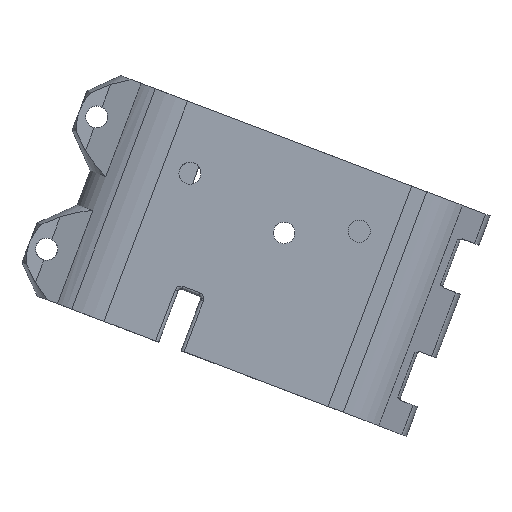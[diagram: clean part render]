
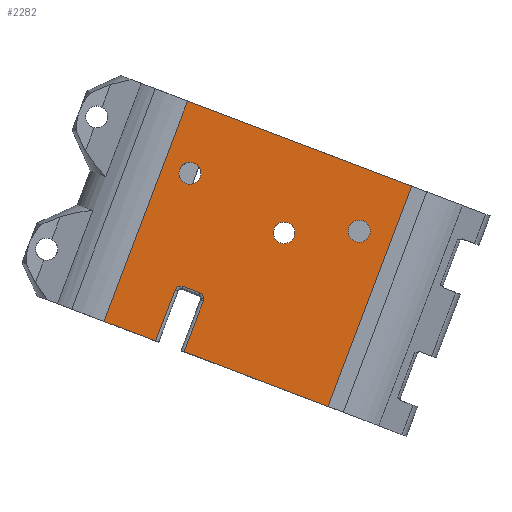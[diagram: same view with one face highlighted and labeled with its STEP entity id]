
A CAD part, top view. The second image highlights one B-rep face of the part: STEP entity #2282.
In plain terms, the highlighted planar face has unit normal (0, 0, 1).
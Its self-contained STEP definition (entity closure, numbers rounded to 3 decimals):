
#52 = AXIS2_PLACEMENT_3D ( 'NONE', #792, #4037, #398 ) ;
#72 = ORIENTED_EDGE ( 'NONE', *, *, #1828, .F. ) ;
#73 = EDGE_CURVE ( 'NONE', #3061, #4529, #4667, .T. ) ;
#100 = VECTOR ( 'NONE', #5067, 1000. ) ;
#238 = EDGE_CURVE ( 'NONE', #3061, #2301, #1223, .T. ) ;
#273 = VECTOR ( 'NONE', #2731, 1000. ) ;
#290 = LINE ( 'NONE', #625, #3087 ) ;
#307 = DIRECTION ( 'NONE',  ( 0.355, 0.935, 0. ) ) ;
#375 = VERTEX_POINT ( 'NONE', #4319 ) ;
#384 = EDGE_CURVE ( 'NONE', #2150, #1731, #4034, .T. ) ;
#398 = DIRECTION ( 'NONE',  ( 1., 0., 0. ) ) ;
#459 = CIRCLE ( 'NONE', #5029, 2.05 ) ;
#538 = CIRCLE ( 'NONE', #1136, 2.1 ) ;
#555 = EDGE_CURVE ( 'NONE', #2618, #4006, #290, .T. ) ;
#614 = ORIENTED_EDGE ( 'NONE', *, *, #2441, .F. ) ;
#625 = CARTESIAN_POINT ( 'NONE',  ( -75.837, 40.028, 35.775 ) ) ;
#632 = DIRECTION ( 'NONE',  ( 1., 0., 0. ) ) ;
#636 = DIRECTION ( 'NONE',  ( 1., 0., 0. ) ) ;
#723 = CARTESIAN_POINT ( 'NONE',  ( -58.086, 86.772, 35.775 ) ) ;
#755 = VERTEX_POINT ( 'NONE', #1656 ) ;
#759 = CARTESIAN_POINT ( 'NONE',  ( -60.268, 51.231, 35.775 ) ) ;
#778 = ORIENTED_EDGE ( 'NONE', *, *, #1991, .F. ) ;
#781 = ORIENTED_EDGE ( 'NONE', *, *, #2401, .F. ) ;
#792 = CARTESIAN_POINT ( 'NONE',  ( -56.181, 49.037, 35.775 ) ) ;
#794 = VERTEX_POINT ( 'NONE', #2528 ) ;
#857 = ORIENTED_EDGE ( 'NONE', *, *, #1691, .F. ) ;
#914 = DIRECTION ( 'NONE',  ( 1., 0., 0. ) ) ;
#927 = VERTEX_POINT ( 'NONE', #2762 ) ;
#990 = EDGE_CURVE ( 'NONE', #927, #1092, #3696, .T. ) ;
#1008 = DIRECTION ( 'NONE',  ( 1., 0., 0. ) ) ;
#1032 = VERTEX_POINT ( 'NONE', #4861 ) ;
#1092 = VERTEX_POINT ( 'NONE', #2386 ) ;
#1098 = ORIENTED_EDGE ( 'NONE', *, *, #2324, .F. ) ;
#1136 = AXIS2_PLACEMENT_3D ( 'NONE', #2167, #2967, #1008 ) ;
#1140 = CARTESIAN_POINT ( 'NONE',  ( -39.649, 61.586, 35.775 ) ) ;
#1208 = DIRECTION ( 'NONE',  ( 1., 0., 0. ) ) ;
#1219 = VECTOR ( 'NONE', #2013, 1000. ) ;
#1223 = CIRCLE ( 'NONE', #52, 1.2 ) ;
#1248 = CARTESIAN_POINT ( 'NONE',  ( -15.312, 70.528, 35.775 ) ) ;
#1257 = DIRECTION ( 'NONE',  ( 0., 0., 1. ) ) ;
#1278 = DIRECTION ( 'NONE',  ( 1., 0., 0. ) ) ;
#1303 = CARTESIAN_POINT ( 'NONE',  ( -41.699, 61.586, 35.775 ) ) ;
#1328 = EDGE_CURVE ( 'NONE', #2168, #755, #459, .T. ) ;
#1350 = CARTESIAN_POINT ( 'NONE',  ( -30.143, 22.677, 35.775 ) ) ;
#1364 = EDGE_LOOP ( 'NONE', ( #3706, #778 ) ) ;
#1390 = VERTEX_POINT ( 'NONE', #3528 ) ;
#1616 = CARTESIAN_POINT ( 'NONE',  ( -55.194, 49.946, 35.775 ) ) ;
#1656 = CARTESIAN_POINT ( 'NONE',  ( -37.599, 61.586, 35.775 ) ) ;
#1691 = EDGE_CURVE ( 'NONE', #2301, #1092, #4954, .T. ) ;
#1731 = VERTEX_POINT ( 'NONE', #2851 ) ;
#1816 = LINE ( 'NONE', #4748, #3708 ) ;
#1823 = DIRECTION ( 'NONE',  ( 0., 0., 1. ) ) ;
#1828 = EDGE_CURVE ( 'NONE', #794, #4762, #2062, .T. ) ;
#1848 = DIRECTION ( 'NONE',  ( 1., 0., 0. ) ) ;
#1905 = LINE ( 'NONE', #3533, #273 ) ;
#1991 = EDGE_CURVE ( 'NONE', #755, #2168, #3837, .T. ) ;
#1993 = DIRECTION ( 'NONE',  ( 0., 0., 1. ) ) ;
#2011 = EDGE_CURVE ( 'NONE', #1390, #1032, #5198, .T. ) ;
#2013 = DIRECTION ( 'NONE',  ( 0.935, -0.355, 0. ) ) ;
#2037 = AXIS2_PLACEMENT_3D ( 'NONE', #3448, #2595, #636 ) ;
#2062 = CIRCLE ( 'NONE', #5034, 2.1 ) ;
#2131 = EDGE_LOOP ( 'NONE', ( #3740, #4361, #4863, #3980, #614, #3326, #4307, #4035, #781, #4672, #857 ) ) ;
#2144 = FACE_BOUND ( 'NONE', #3398, .T. ) ;
#2150 = VERTEX_POINT ( 'NONE', #3673 ) ;
#2157 = EDGE_CURVE ( 'NONE', #1032, #1390, #4605, .T. ) ;
#2167 = CARTESIAN_POINT ( 'NONE',  ( -57.633, 72.959, 35.775 ) ) ;
#2168 = VERTEX_POINT ( 'NONE', #1303 ) ;
#2192 = CARTESIAN_POINT ( 'NONE',  ( -54.981, 49.037, 35.775 ) ) ;
#2219 = AXIS2_PLACEMENT_3D ( 'NONE', #3483, #2687, #4312 ) ;
#2282 = ADVANCED_FACE ( 'NONE', ( #4220, #2144, #2570, #2945 ), #3774, .T. ) ;
#2301 = VERTEX_POINT ( 'NONE', #2192 ) ;
#2302 = CARTESIAN_POINT ( 'NONE',  ( -28.368, 27.351, 35.775 ) ) ;
#2324 = EDGE_CURVE ( 'NONE', #4762, #794, #538, .T. ) ;
#2328 = DIRECTION ( 'NONE',  ( 0.935, -0.355, 0. ) ) ;
#2365 = DIRECTION ( 'NONE',  ( 1., 0., 0. ) ) ;
#2386 = CARTESIAN_POINT ( 'NONE',  ( -55.755, 50.159, 35.775 ) ) ;
#2401 = EDGE_CURVE ( 'NONE', #927, #1731, #3307, .T. ) ;
#2441 = EDGE_CURVE ( 'NONE', #2618, #3264, #1905, .T. ) ;
#2485 = VECTOR ( 'NONE', #3178, 1000. ) ;
#2528 = CARTESIAN_POINT ( 'NONE',  ( -59.733, 72.959, 35.775 ) ) ;
#2569 = VECTOR ( 'NONE', #4750, 1000. ) ;
#2570 = FACE_OUTER_BOUND ( 'NONE', #2131, .T. ) ;
#2595 = DIRECTION ( 'NONE',  ( 0., 0., 1. ) ) ;
#2618 = VERTEX_POINT ( 'NONE', #723 ) ;
#2620 = CARTESIAN_POINT ( 'NONE',  ( -55.059, 48.611, 35.775 ) ) ;
#2687 = DIRECTION ( 'NONE',  ( 0., 0., 1. ) ) ;
#2731 = DIRECTION ( 'NONE',  ( 0.935, -0.355, 0. ) ) ;
#2735 = CARTESIAN_POINT ( 'NONE',  ( -15.312, 70.528, 35.775 ) ) ;
#2762 = CARTESIAN_POINT ( 'NONE',  ( -58.933, 51.366, 35.775 ) ) ;
#2851 = CARTESIAN_POINT ( 'NONE',  ( -60.481, 50.67, 35.775 ) ) ;
#2903 = ORIENTED_EDGE ( 'NONE', *, *, #2011, .F. ) ;
#2904 = AXIS2_PLACEMENT_3D ( 'NONE', #4736, #1993, #2365 ) ;
#2908 = AXIS2_PLACEMENT_3D ( 'NONE', #1350, #1823, #1848 ) ;
#2919 = ORIENTED_EDGE ( 'NONE', *, *, #2157, .F. ) ;
#2927 = CARTESIAN_POINT ( 'NONE',  ( -57.633, 72.959, 35.775 ) ) ;
#2945 = FACE_BOUND ( 'NONE', #1364, .T. ) ;
#2967 = DIRECTION ( 'NONE',  ( 0., 0., 1. ) ) ;
#3061 = VERTEX_POINT ( 'NONE', #2620 ) ;
#3087 = VECTOR ( 'NONE', #4290, 1000. ) ;
#3095 = CARTESIAN_POINT ( 'NONE',  ( -74.062, 44.703, 35.775 ) ) ;
#3101 = EDGE_CURVE ( 'NONE', #4529, #375, #4357, .T. ) ;
#3105 = VECTOR ( 'NONE', #307, 1000. ) ;
#3178 = DIRECTION ( 'NONE',  ( 0.355, 0.935, 0. ) ) ;
#3193 = CARTESIAN_POINT ( 'NONE',  ( -58.751, 38.889, 35.775 ) ) ;
#3225 = CARTESIAN_POINT ( 'NONE',  ( -56.181, 49.037, 35.775 ) ) ;
#3242 = CARTESIAN_POINT ( 'NONE',  ( -25.297, 61.914, 35.775 ) ) ;
#3264 = VERTEX_POINT ( 'NONE', #1248 ) ;
#3307 = CIRCLE ( 'NONE', #2037, 1.2 ) ;
#3326 = ORIENTED_EDGE ( 'NONE', *, *, #555, .T. ) ;
#3327 = AXIS2_PLACEMENT_3D ( 'NONE', #3242, #1257, #1278 ) ;
#3398 = EDGE_LOOP ( 'NONE', ( #2903, #2919 ) ) ;
#3448 = CARTESIAN_POINT ( 'NONE',  ( -59.359, 50.244, 35.775 ) ) ;
#3469 = CARTESIAN_POINT ( 'NONE',  ( -58.751, 38.889, 35.775 ) ) ;
#3483 = CARTESIAN_POINT ( 'NONE',  ( -39.649, 61.586, 35.775 ) ) ;
#3512 = EDGE_LOOP ( 'NONE', ( #1098, #72 ) ) ;
#3528 = CARTESIAN_POINT ( 'NONE',  ( -23.197, 61.914, 35.775 ) ) ;
#3533 = CARTESIAN_POINT ( 'NONE',  ( -12.392, 69.42, 35.775 ) ) ;
#3619 = EDGE_CURVE ( 'NONE', #4006, #2150, #1816, .T. ) ;
#3673 = CARTESIAN_POINT ( 'NONE',  ( -64.173, 40.948, 35.775 ) ) ;
#3696 = LINE ( 'NONE', #1616, #1219 ) ;
#3706 = ORIENTED_EDGE ( 'NONE', *, *, #1328, .F. ) ;
#3708 = VECTOR ( 'NONE', #2328, 1000. ) ;
#3740 = ORIENTED_EDGE ( 'NONE', *, *, #238, .F. ) ;
#3774 = PLANE ( 'NONE',  #2908 ) ;
#3837 = CIRCLE ( 'NONE', #2219, 2.05 ) ;
#3954 = DIRECTION ( 'NONE',  ( 0., 0., 1. ) ) ;
#3980 = ORIENTED_EDGE ( 'NONE', *, *, #4883, .T. ) ;
#4006 = VERTEX_POINT ( 'NONE', #3095 ) ;
#4034 = LINE ( 'NONE', #759, #2485 ) ;
#4035 = ORIENTED_EDGE ( 'NONE', *, *, #384, .T. ) ;
#4037 = DIRECTION ( 'NONE',  ( 0., 0., 1. ) ) ;
#4220 = FACE_BOUND ( 'NONE', #3512, .T. ) ;
#4268 = AXIS2_PLACEMENT_3D ( 'NONE', #3225, #4847, #1208 ) ;
#4290 = DIRECTION ( 'NONE',  ( -0.355, -0.935, 0. ) ) ;
#4307 = ORIENTED_EDGE ( 'NONE', *, *, #3619, .T. ) ;
#4312 = DIRECTION ( 'NONE',  ( 1., 0., 0. ) ) ;
#4319 = CARTESIAN_POINT ( 'NONE',  ( -31.287, 28.459, 35.775 ) ) ;
#4357 = LINE ( 'NONE', #2302, #100 ) ;
#4361 = ORIENTED_EDGE ( 'NONE', *, *, #73, .T. ) ;
#4529 = VERTEX_POINT ( 'NONE', #3193 ) ;
#4557 = DIRECTION ( 'NONE',  ( 0., 0., 1. ) ) ;
#4605 = CIRCLE ( 'NONE', #3327, 2.1 ) ;
#4667 = LINE ( 'NONE', #3469, #2569 ) ;
#4672 = ORIENTED_EDGE ( 'NONE', *, *, #990, .T. ) ;
#4736 = CARTESIAN_POINT ( 'NONE',  ( -25.297, 61.914, 35.775 ) ) ;
#4748 = CARTESIAN_POINT ( 'NONE',  ( -28.368, 27.351, 35.775 ) ) ;
#4750 = DIRECTION ( 'NONE',  ( -0.355, -0.935, 0. ) ) ;
#4757 = LINE ( 'NONE', #2735, #3105 ) ;
#4762 = VERTEX_POINT ( 'NONE', #5072 ) ;
#4847 = DIRECTION ( 'NONE',  ( 0., 0., 1. ) ) ;
#4861 = CARTESIAN_POINT ( 'NONE',  ( -27.397, 61.914, 35.775 ) ) ;
#4863 = ORIENTED_EDGE ( 'NONE', *, *, #3101, .T. ) ;
#4883 = EDGE_CURVE ( 'NONE', #375, #3264, #4757, .T. ) ;
#4954 = CIRCLE ( 'NONE', #4268, 1.2 ) ;
#5029 = AXIS2_PLACEMENT_3D ( 'NONE', #1140, #3954, #632 ) ;
#5034 = AXIS2_PLACEMENT_3D ( 'NONE', #2927, #4557, #914 ) ;
#5067 = DIRECTION ( 'NONE',  ( 0.935, -0.355, 0. ) ) ;
#5072 = CARTESIAN_POINT ( 'NONE',  ( -55.533, 72.959, 35.775 ) ) ;
#5198 = CIRCLE ( 'NONE', #2904, 2.1 ) ;
